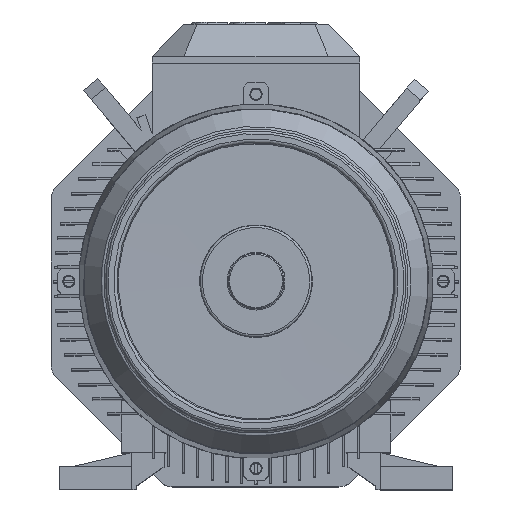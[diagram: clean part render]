
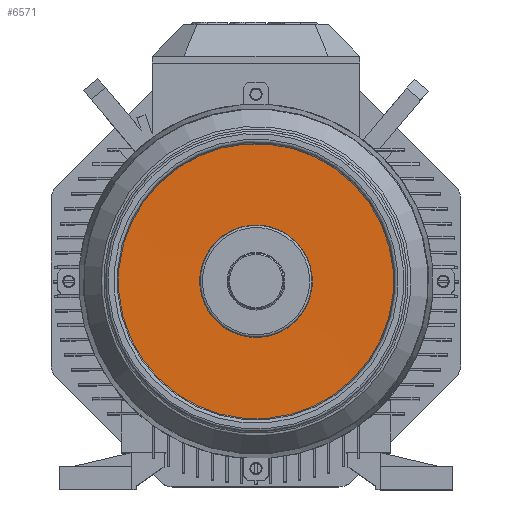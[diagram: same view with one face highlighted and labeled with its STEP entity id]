
A CAD part, top view. The second image highlights one B-rep face of the part: STEP entity #6571.
In plain terms, the highlighted conical face has half-angle 89.672 degrees and reference radius 112.093 mm.
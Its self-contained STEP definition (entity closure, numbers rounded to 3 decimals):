
#6537=CARTESIAN_POINT('',(44.225,20.389,67.983));
#6538=VERTEX_POINT('',#6537);
#6539=CARTESIAN_POINT('',(0.,0.,67.983));
#6540=DIRECTION('',(0.,0.,1.));
#6541=DIRECTION('',(0.987,-0.161,0.));
#6542=AXIS2_PLACEMENT_3D('',#6539,#6540,#6541);
#6543=CIRCLE('',#6542,48.698);
#6544=EDGE_CURVE('',#6538,#6538,#6543,.T.);
#6552=CARTESIAN_POINT('',(0.,0.,68.345));
#6553=DIRECTION('',(0.,0.,1.0));
#6554=DIRECTION('',(0.519,0.855,0.));
#6555=AXIS2_PLACEMENT_3D('',#6552,#6553,#6554);
#6556=CONICAL_SURFACE('',#6555,112.093,89.672);
#6557=CARTESIAN_POINT('',(108.193,49.88,68.386));
#6558=VERTEX_POINT('',#6557);
#6559=CARTESIAN_POINT('',(0.,0.,68.386));
#6560=DIRECTION('',(0.0,0.0,1.0));
#6561=DIRECTION('',(0.987,-0.161,0.0));
#6562=AXIS2_PLACEMENT_3D('',#6559,#6560,#6561);
#6563=CIRCLE('',#6562,119.137);
#6564=EDGE_CURVE('',#6558,#6558,#6563,.T.);
#6565=ORIENTED_EDGE('',*,*,#6564,.T.);
#6566=EDGE_LOOP('',(#6565));
#6567=FACE_OUTER_BOUND('',#6566,.T.);
#6568=ORIENTED_EDGE('',*,*,#6544,.F.);
#6569=EDGE_LOOP('',(#6568));
#6570=FACE_BOUND('',#6569,.T.);
#6571=ADVANCED_FACE('',(#6567,#6570),#6556,.F.);
